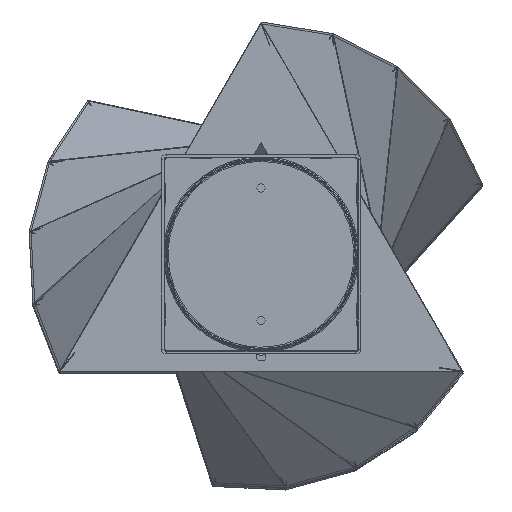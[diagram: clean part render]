
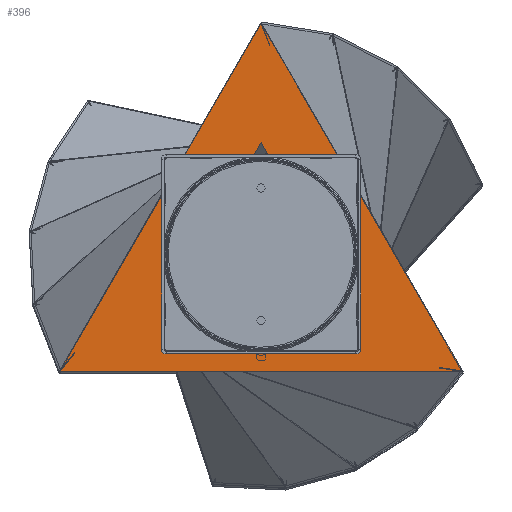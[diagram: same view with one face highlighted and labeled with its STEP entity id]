
A CAD part, top view. The second image highlights one B-rep face of the part: STEP entity #396.
In plain terms, the highlighted planar face has unit normal (0, 0, 1).
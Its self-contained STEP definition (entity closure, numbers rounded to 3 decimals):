
#396=ADVANCED_FACE($,(#902,#657),#5433,.T.);
#657=FACE_BOUND($,#1376,.T.);
#902=FACE_OUTER_BOUND($,#1375,.T.);
#1375=EDGE_LOOP($,(#2583,#2584,#2585));
#1376=EDGE_LOOP($,(#2586,#2587,#2588));
#2583=ORIENTED_EDGE($,*,*,#4109,.T.);
#2584=ORIENTED_EDGE($,*,*,#4107,.F.);
#2585=ORIENTED_EDGE($,*,*,#4105,.F.);
#2586=ORIENTED_EDGE($,*,*,#4102,.F.);
#2587=ORIENTED_EDGE($,*,*,#4100,.F.);
#2588=ORIENTED_EDGE($,*,*,#4110,.T.);
#4100=EDGE_CURVE($,#4907,#4908,#5820,.T.);
#4102=EDGE_CURVE($,#4908,#4909,#5822,.T.);
#4105=EDGE_CURVE($,#4910,#4911,#5825,.T.);
#4107=EDGE_CURVE($,#4911,#4912,#5827,.T.);
#4109=EDGE_CURVE($,#4910,#4912,#5829,.T.);
#4110=EDGE_CURVE($,#4907,#4909,#5830,.T.);
#4907=VERTEX_POINT($,#11490);
#4908=VERTEX_POINT($,#11491);
#4909=VERTEX_POINT($,#11492);
#4910=VERTEX_POINT($,#11493);
#4911=VERTEX_POINT($,#11494);
#4912=VERTEX_POINT($,#11495);
#5433=PLANE($,#6664);
#5820=B_SPLINE_CURVE_WITH_KNOTS($,1,(#9538,#9539),.UNSPECIFIED.,.F.,.F.,
(2,2),(-161.795,0.),.UNSPECIFIED.);
#5822=B_SPLINE_CURVE_WITH_KNOTS($,1,(#9542,#9543),.UNSPECIFIED.,.F.,.F.,
(2,2),(-161.795,0.),.UNSPECIFIED.);
#5825=B_SPLINE_CURVE_WITH_KNOTS($,1,(#9548,#9549),.UNSPECIFIED.,.F.,.F.,
(2,2),(0.,335.),.UNSPECIFIED.);
#5827=B_SPLINE_CURVE_WITH_KNOTS($,1,(#9552,#9553),.UNSPECIFIED.,.F.,.F.,
(2,2),(0.,335.),.UNSPECIFIED.);
#5829=B_SPLINE_CURVE_WITH_KNOTS($,1,(#9556,#9557),.UNSPECIFIED.,.F.,.F.,
(2,2),(-335.,0.),.UNSPECIFIED.);
#5830=B_SPLINE_CURVE_WITH_KNOTS($,1,(#9558,#9559),.UNSPECIFIED.,.F.,.F.,
(2,2),(0.,161.795),.UNSPECIFIED.);
#6664=AXIS2_PLACEMENT_3D($,#10889,#6814,$);
#6814=DIRECTION($,(0.,0.,1.));
#9538=CARTESIAN_POINT($,(0.,93.412,-402.96));
#9539=CARTESIAN_POINT($,(-80.897,-46.706,-402.96));
#9542=CARTESIAN_POINT($,(-80.897,-46.706,-402.96));
#9543=CARTESIAN_POINT($,(80.897,-46.706,-402.96));
#9548=CARTESIAN_POINT($,(167.5,-96.706,-402.96));
#9549=CARTESIAN_POINT($,(-167.5,-96.706,-402.96));
#9552=CARTESIAN_POINT($,(-167.5,-96.706,-402.96));
#9553=CARTESIAN_POINT($,(0.,193.412,-402.96));
#9556=CARTESIAN_POINT($,(167.5,-96.706,-402.96));
#9557=CARTESIAN_POINT($,(0.,193.412,-402.96));
#9558=CARTESIAN_POINT($,(0.,93.412,-402.96));
#9559=CARTESIAN_POINT($,(80.897,-46.706,-402.96));
#10889=CARTESIAN_POINT($,(-167.5,-96.706,-402.96));
#11490=CARTESIAN_POINT($,(0.,93.412,-402.96));
#11491=CARTESIAN_POINT($,(-80.897,-46.706,-402.96));
#11492=CARTESIAN_POINT($,(80.897,-46.706,-402.96));
#11493=CARTESIAN_POINT($,(167.5,-96.706,-402.96));
#11494=CARTESIAN_POINT($,(-167.5,-96.706,-402.96));
#11495=CARTESIAN_POINT($,(0.,193.412,-402.96));
